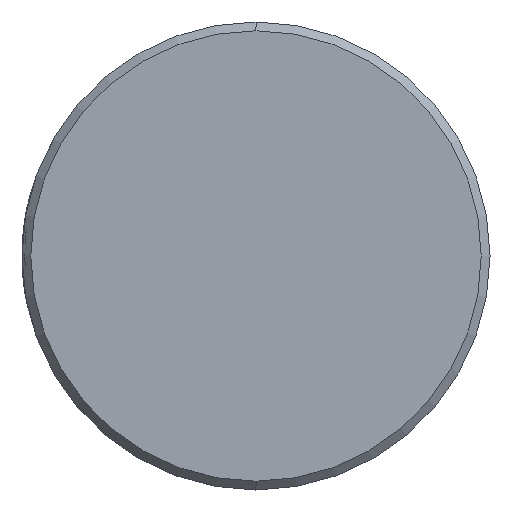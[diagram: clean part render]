
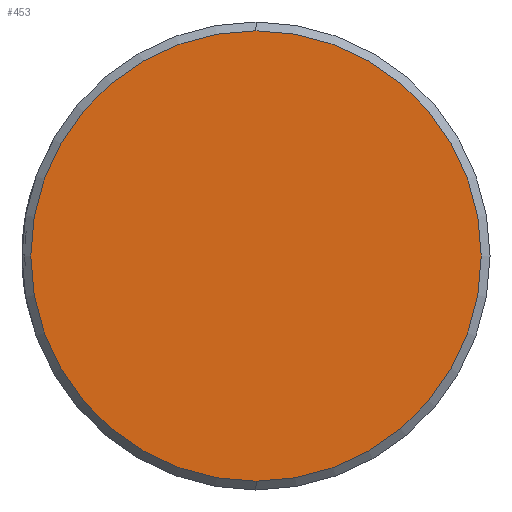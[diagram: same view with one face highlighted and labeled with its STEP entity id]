
A CAD part, left-side view. The second image highlights one B-rep face of the part: STEP entity #453.
In plain terms, the highlighted planar face has unit normal (-1, 0, 0).
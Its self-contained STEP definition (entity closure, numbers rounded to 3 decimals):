
#12 = DIRECTION ( 'NONE',  ( 0., 0., 1. ) ) ;
#26 = DIRECTION ( 'NONE',  ( -1., 0., 0. ) ) ;
#156 = CARTESIAN_POINT ( 'NONE',  ( -5., 0., 0. ) ) ;
#157 = EDGE_CURVE ( 'NONE', #530, #1063, #1288, .T. ) ;
#164 = CIRCLE ( 'NONE', #264, 7.7 ) ;
#167 = AXIS2_PLACEMENT_3D ( 'NONE', #737, #734, #731 ) ;
#260 = PLANE ( 'NONE',  #646 ) ;
#264 = AXIS2_PLACEMENT_3D ( 'NONE', #842, #818, #748 ) ;
#343 = EDGE_LOOP ( 'NONE', ( #1179, #411 ) ) ;
#411 = ORIENTED_EDGE ( 'NONE', *, *, #584, .T. ) ;
#453 = ADVANCED_FACE ( 'NONE', ( #1202 ), #260, .T. ) ;
#530 = VERTEX_POINT ( 'NONE', #789 ) ;
#584 = EDGE_CURVE ( 'NONE', #1063, #530, #164, .T. ) ;
#646 = AXIS2_PLACEMENT_3D ( 'NONE', #156, #26, #12 ) ;
#731 = DIRECTION ( 'NONE',  ( 0., 0., 1. ) ) ;
#734 = DIRECTION ( 'NONE',  ( -1., 0., 0. ) ) ;
#737 = CARTESIAN_POINT ( 'NONE',  ( -5., 0., 0. ) ) ;
#748 = DIRECTION ( 'NONE',  ( 0., 0., 1. ) ) ;
#789 = CARTESIAN_POINT ( 'NONE',  ( -5., 0., -7.7 ) ) ;
#818 = DIRECTION ( 'NONE',  ( -1., 0., 0. ) ) ;
#842 = CARTESIAN_POINT ( 'NONE',  ( -5., 0., 0. ) ) ;
#927 = CARTESIAN_POINT ( 'NONE',  ( -5., 0., 7.7 ) ) ;
#1063 = VERTEX_POINT ( 'NONE', #927 ) ;
#1179 = ORIENTED_EDGE ( 'NONE', *, *, #157, .T. ) ;
#1202 = FACE_OUTER_BOUND ( 'NONE', #343, .T. ) ;
#1288 = CIRCLE ( 'NONE', #167, 7.7 ) ;
